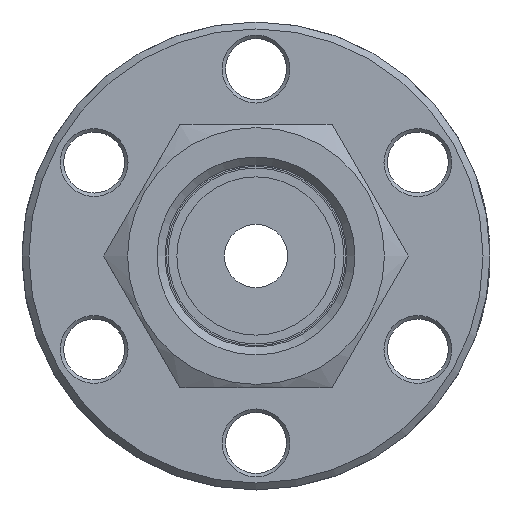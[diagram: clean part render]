
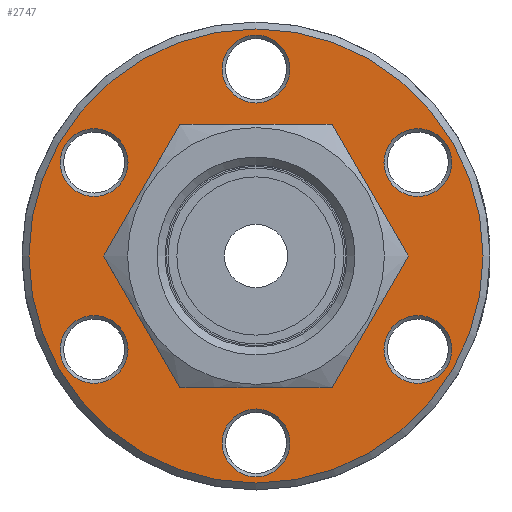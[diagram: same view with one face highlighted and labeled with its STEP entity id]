
A CAD part, front view. The second image highlights one B-rep face of the part: STEP entity #2747.
In plain terms, the highlighted planar face has unit normal (0, -1, 0).
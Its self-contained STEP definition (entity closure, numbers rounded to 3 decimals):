
#239=FACE_BOUND('',#519,.T.);
#240=FACE_BOUND('',#520,.T.);
#241=FACE_BOUND('',#521,.T.);
#242=FACE_BOUND('',#522,.T.);
#243=FACE_BOUND('',#523,.T.);
#244=FACE_BOUND('',#524,.T.);
#245=FACE_BOUND('',#525,.T.);
#273=PLANE('',#3070);
#359=FACE_OUTER_BOUND('',#518,.T.);
#518=EDGE_LOOP('',(#1875));
#519=EDGE_LOOP('',(#1876));
#520=EDGE_LOOP('',(#1877));
#521=EDGE_LOOP('',(#1878));
#522=EDGE_LOOP('',(#1879));
#523=EDGE_LOOP('',(#1880));
#524=EDGE_LOOP('',(#1881));
#525=EDGE_LOOP('',(#1882));
#1033=CIRCLE('',#3064,4.445);
#1037=CIRCLE('',#3069,16.4);
#1038=CIRCLE('',#3071,2.45);
#1039=CIRCLE('',#3072,2.45);
#1040=CIRCLE('',#3073,2.45);
#1041=CIRCLE('',#3074,2.45);
#1042=CIRCLE('',#3075,2.45);
#1043=CIRCLE('',#3076,2.45);
#1161=VERTEX_POINT('',#4072);
#1165=VERTEX_POINT('',#4082);
#1166=VERTEX_POINT('',#4086);
#1167=VERTEX_POINT('',#4088);
#1168=VERTEX_POINT('',#4090);
#1169=VERTEX_POINT('',#4092);
#1170=VERTEX_POINT('',#4094);
#1171=VERTEX_POINT('',#4096);
#1443=EDGE_CURVE('',#1161,#1161,#1033,.T.);
#1449=EDGE_CURVE('',#1165,#1165,#1037,.T.);
#1450=EDGE_CURVE('',#1166,#1166,#1038,.T.);
#1451=EDGE_CURVE('',#1167,#1167,#1039,.T.);
#1452=EDGE_CURVE('',#1168,#1168,#1040,.T.);
#1453=EDGE_CURVE('',#1169,#1169,#1041,.T.);
#1454=EDGE_CURVE('',#1170,#1170,#1042,.T.);
#1455=EDGE_CURVE('',#1171,#1171,#1043,.T.);
#1875=ORIENTED_EDGE('',*,*,#1449,.F.);
#1876=ORIENTED_EDGE('',*,*,#1443,.T.);
#1877=ORIENTED_EDGE('',*,*,#1450,.F.);
#1878=ORIENTED_EDGE('',*,*,#1451,.F.);
#1879=ORIENTED_EDGE('',*,*,#1452,.F.);
#1880=ORIENTED_EDGE('',*,*,#1453,.F.);
#1881=ORIENTED_EDGE('',*,*,#1454,.F.);
#1882=ORIENTED_EDGE('',*,*,#1455,.F.);
#2747=ADVANCED_FACE('',(#359,#239,#240,#241,#242,#243,#244,#245),#273,.T.);
#3064=AXIS2_PLACEMENT_3D('',#4073,#3349,#3350);
#3069=AXIS2_PLACEMENT_3D('',#4084,#3361,#3362);
#3070=AXIS2_PLACEMENT_3D('',#4085,#3363,#3364);
#3071=AXIS2_PLACEMENT_3D('',#4087,#3365,#3366);
#3072=AXIS2_PLACEMENT_3D('',#4089,#3367,#3368);
#3073=AXIS2_PLACEMENT_3D('',#4091,#3369,#3370);
#3074=AXIS2_PLACEMENT_3D('',#4093,#3371,#3372);
#3075=AXIS2_PLACEMENT_3D('',#4095,#3373,#3374);
#3076=AXIS2_PLACEMENT_3D('',#4097,#3375,#3376);
#3349=DIRECTION('center_axis',(0.,1.,0.));
#3350=DIRECTION('ref_axis',(-1.,0.,0.));
#3361=DIRECTION('center_axis',(0.,1.,0.));
#3362=DIRECTION('ref_axis',(1.,0.,0.));
#3363=DIRECTION('center_axis',(0.,-1.,0.));
#3364=DIRECTION('ref_axis',(0.,0.,
-1.));
#3365=DIRECTION('center_axis',(0.,-1.,0.));
#3366=DIRECTION('ref_axis',(0.5,0.,0.866));
#3367=DIRECTION('center_axis',(0.,-1.,0.));
#3368=DIRECTION('ref_axis',(-1.,0.,0.));
#3369=DIRECTION('center_axis',(0.,-1.,0.));
#3370=DIRECTION('ref_axis',(0.5,0.,-0.866));
#3371=DIRECTION('center_axis',(0.,-1.,0.));
#3372=DIRECTION('ref_axis',(1.,0.,0.));
#3373=DIRECTION('center_axis',(0.,-1.,0.));
#3374=DIRECTION('ref_axis',(-0.5,0.,-0.866));
#3375=DIRECTION('center_axis',(0.,-1.,0.));
#3376=DIRECTION('ref_axis',(-0.5,0.,0.866));
#4072=CARTESIAN_POINT('',(4.445,0.,0.));
#4073=CARTESIAN_POINT('Origin',(0.,0.,
0.));
#4082=CARTESIAN_POINT('',(-16.4,0.,0.));
#4084=CARTESIAN_POINT('Origin',(0.,0.,
0.));
#4085=CARTESIAN_POINT('Origin',(-16.9,0.,0.));
#4086=CARTESIAN_POINT('',(10.466,0.,-8.872));
#4087=CARTESIAN_POINT('Origin',(11.691,0.,-6.75));
#4088=CARTESIAN_POINT('',(2.45,0.,13.5));
#4089=CARTESIAN_POINT('Origin',(0.,0.,
13.5));
#4090=CARTESIAN_POINT('',(-12.916,0.,-4.628));
#4091=CARTESIAN_POINT('Origin',(-11.691,0.,-6.75));
#4092=CARTESIAN_POINT('',(-2.45,0.,-13.5));
#4093=CARTESIAN_POINT('Origin',(0.,0.,
-13.5));
#4094=CARTESIAN_POINT('',(-10.466,0.,8.872));
#4095=CARTESIAN_POINT('Origin',(-11.691,0.,
6.75));
#4096=CARTESIAN_POINT('',(12.916,0.,4.628));
#4097=CARTESIAN_POINT('Origin',(11.691,0.,6.75));
